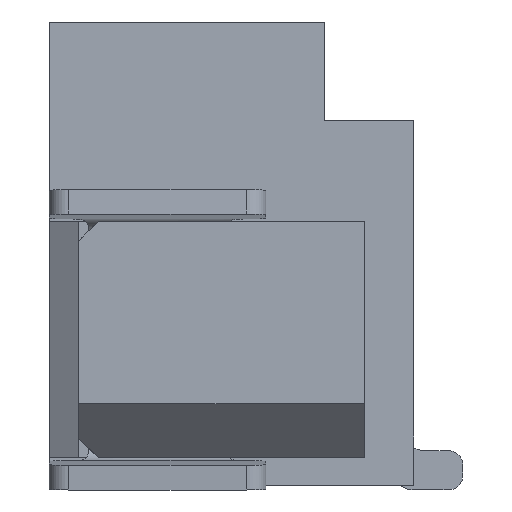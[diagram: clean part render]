
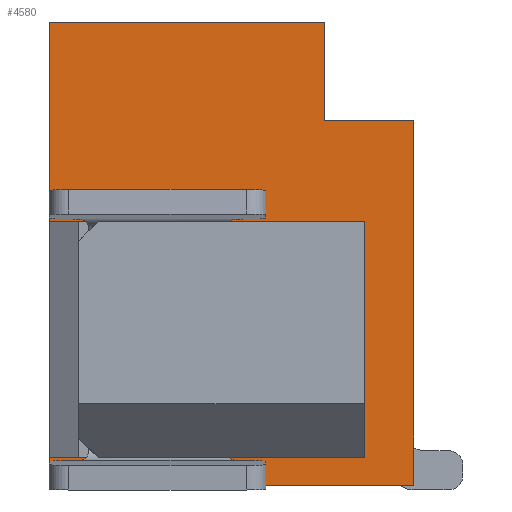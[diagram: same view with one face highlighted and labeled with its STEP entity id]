
A CAD part, left-side view. The second image highlights one B-rep face of the part: STEP entity #4580.
In plain terms, the highlighted planar face has unit normal (-1, 0, 0).
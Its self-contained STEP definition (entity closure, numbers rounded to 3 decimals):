
#66=DIRECTION('',(0.,-1.,0.));
#67=VECTOR('',#66,2.8);
#68=CARTESIAN_POINT('',(-2.75,1.85,0.));
#69=LINE('',#68,#67);
#872=DIRECTION('',(0.,0.,-1.));
#873=VECTOR('',#872,2.025);
#874=CARTESIAN_POINT('',(-2.75,1.85,0.));
#875=LINE('',#874,#873);
#880=DIRECTION('',(0.,0.,1.));
#881=VECTOR('',#880,0.275);
#882=CARTESIAN_POINT('',(-2.75,1.85,-4.7));
#883=LINE('',#882,#881);
#904=DIRECTION('',(0.,-1.,0.));
#905=VECTOR('',#904,3.7);
#906=CARTESIAN_POINT('',(-2.75,1.85,-4.7));
#907=LINE('',#906,#905);
#920=DIRECTION('',(0.,1.,0.));
#921=VECTOR('',#920,0.9);
#922=CARTESIAN_POINT('',(-2.75,-1.85,-1.));
#923=LINE('',#922,#921);
#924=DIRECTION('',(0.,0.,-1.));
#925=VECTOR('',#924,3.7);
#926=CARTESIAN_POINT('',(-2.75,-1.85,-1.));
#927=LINE('',#926,#925);
#928=DIRECTION('',(0.,-1.,0.));
#929=VECTOR('',#928,3.2);
#930=CARTESIAN_POINT('',(-2.75,1.85,-4.425));
#931=LINE('',#930,#929);
#932=DIRECTION('',(0.,0.,-1.));
#933=VECTOR('',#932,1.);
#934=CARTESIAN_POINT('',(-2.75,-0.95,0.));
#935=LINE('',#934,#933);
#2057=DIRECTION('',(0.,-1.,0.));
#2058=VECTOR('',#2057,3.2);
#2059=CARTESIAN_POINT('',(-2.75,1.85,-2.025));
#2060=LINE('',#2059,#2058);
#2089=DIRECTION('',(0.,0.,-1.));
#2090=VECTOR('',#2089,2.4);
#2091=CARTESIAN_POINT('',(-2.75,-1.35,-2.025));
#2092=LINE('',#2091,#2090);
#2647=CARTESIAN_POINT('',(-2.75,-1.35,-2.025));
#2648=CARTESIAN_POINT('',(-2.75,-1.35,-4.425));
#2649=VERTEX_POINT('',#2647);
#2650=VERTEX_POINT('',#2648);
#2783=CARTESIAN_POINT('',(-2.75,1.85,-4.7));
#2784=CARTESIAN_POINT('',(-2.75,-1.85,-4.7));
#2785=VERTEX_POINT('',#2783);
#2786=VERTEX_POINT('',#2784);
#2803=CARTESIAN_POINT('',(-2.75,1.85,-4.425));
#2804=CARTESIAN_POINT('',(-2.75,1.85,-2.025));
#2805=VERTEX_POINT('',#2803);
#2806=VERTEX_POINT('',#2804);
#2813=CARTESIAN_POINT('',(-2.75,1.85,0.));
#2814=VERTEX_POINT('',#2813);
#2815=CARTESIAN_POINT('',(-2.75,-1.85,-1.));
#2817=VERTEX_POINT('',#2815);
#2827=CARTESIAN_POINT('',(-2.75,-0.95,-1.));
#2828=VERTEX_POINT('',#2827);
#2829=CARTESIAN_POINT('',(-2.75,-0.95,0.));
#2830=VERTEX_POINT('',#2829);
#4559=CARTESIAN_POINT('',(-2.75,1.85,0.));
#4560=DIRECTION('',(1.,0.,0.));
#4561=DIRECTION('',(0.,0.,-1.));
#4562=AXIS2_PLACEMENT_3D('',#4559,#4560,#4561);
#4563=PLANE('',#4562);
#4564=ORIENTED_EDGE('',*,*,#3720,.F.);
#4565=ORIENTED_EDGE('',*,*,#3803,.T.);
#4566=ORIENTED_EDGE('',*,*,#4550,.F.);
#4567=ORIENTED_EDGE('',*,*,#4523,.T.);
#4569=ORIENTED_EDGE('',*,*,#4568,.T.);
#4571=ORIENTED_EDGE('',*,*,#4570,.F.);
#4573=ORIENTED_EDGE('',*,*,#4572,.F.);
#4574=ORIENTED_EDGE('',*,*,#4519,.F.);
#4575=ORIENTED_EDGE('',*,*,#3472,.T.);
#4577=ORIENTED_EDGE('',*,*,#4576,.T.);
#4578=EDGE_LOOP('',(#4564,#4565,#4566,#4567,#4569,#4571,#4573,#4574,#4575,
#4577));
#4579=FACE_OUTER_BOUND('',#4578,.F.);
#3472=EDGE_CURVE('',#2814,#2830,#69,.T.);
#3720=EDGE_CURVE('',#2817,#2828,#923,.T.);
#3803=EDGE_CURVE('',#2817,#2786,#927,.T.);
#4519=EDGE_CURVE('',#2814,#2806,#875,.T.);
#4523=EDGE_CURVE('',#2785,#2805,#883,.T.);
#4550=EDGE_CURVE('',#2785,#2786,#907,.T.);
#4568=EDGE_CURVE('',#2805,#2650,#931,.T.);
#4570=EDGE_CURVE('',#2649,#2650,#2092,.T.);
#4572=EDGE_CURVE('',#2806,#2649,#2060,.T.);
#4576=EDGE_CURVE('',#2830,#2828,#935,.T.);
#4580=ADVANCED_FACE('',(#4579),#4563,.F.);
